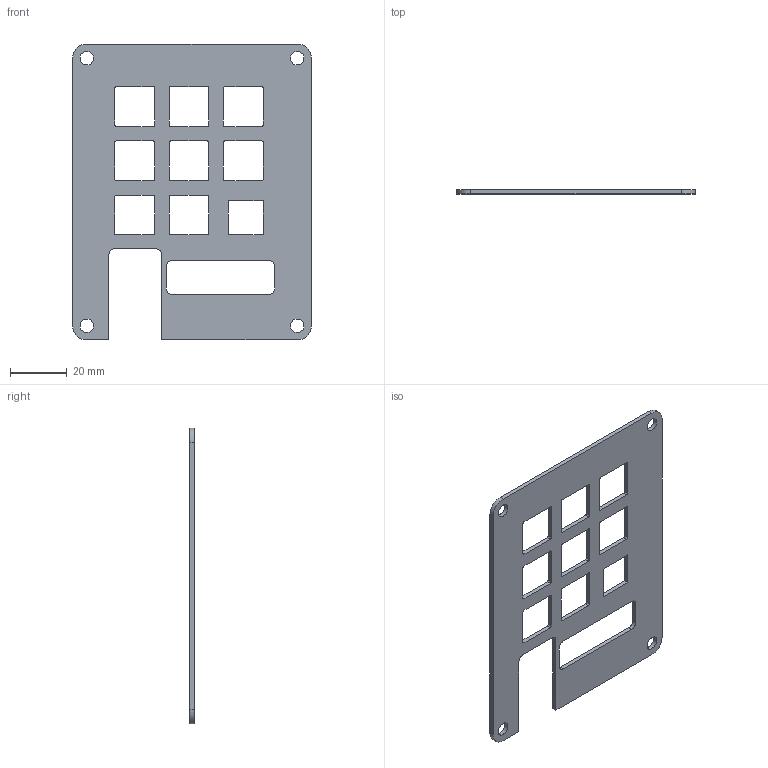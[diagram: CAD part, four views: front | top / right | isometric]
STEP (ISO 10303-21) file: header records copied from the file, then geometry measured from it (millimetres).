
FILE_DESCRIPTION(/* description */ (''),/* implementation_level */ '2;1');
FILE_NAME(/* name */ '9bdc711f-21a4-47a3-a4e9-177ffbdcd87c.stp',/* time_stamp */ '2025-06-04T15:19:36Z',/* author */ (''),/* organization */ (''),/* preprocessor_version */ 'ST-DEVELOPER v20.1',/* originating_system */ 'Autodesk Translation Framework v14.10.0.0',/* authorisation */ '');
FILE_SCHEMA (('AUTOMOTIVE_DESIGN { 1 0 10303 214 3 1 1 }'));
Length unit declared in the file: millimetre
Products named in the file (1): top
Bounding box: 84 x 1.5 x 104 mm (x, y, z)
Volume: 8834.5 mm3; surface area: 13391.6 mm2
Topology: 1 solids, 1 shells, 96 faces, 282 edges, 188 vertices
Faces by surface type: plane 50, cylinder 46
Full cylindrical faces by diameter (mm): 4.7 x4
Entity records: 3307 total; most frequent: DIRECTION 568, CARTESIAN_POINT 567, ORIENTED_EDGE 564, EDGE_CURVE 282, LINE 190, VECTOR 190, AXIS2_PLACEMENT_3D 189, VERTEX_POINT 188
